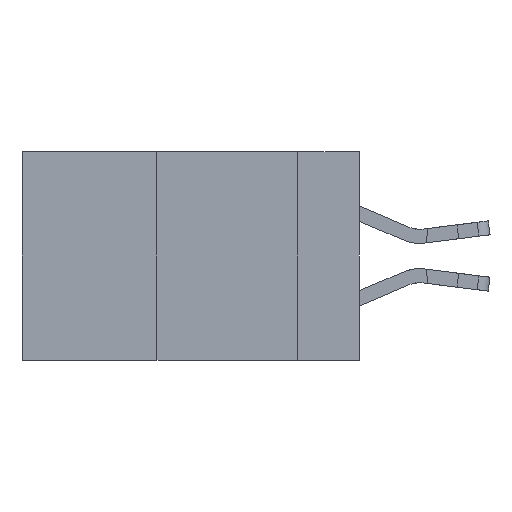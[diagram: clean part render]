
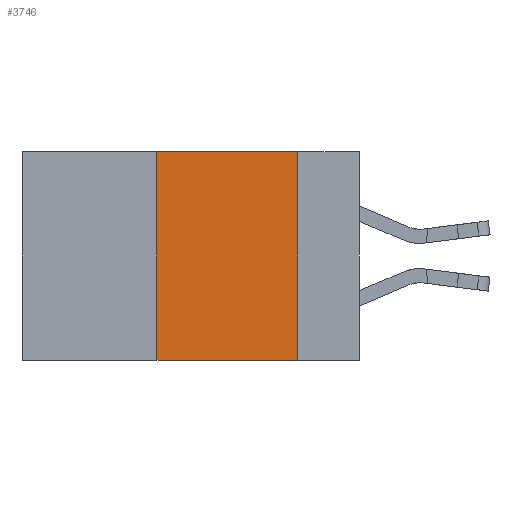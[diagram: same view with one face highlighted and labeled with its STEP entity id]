
A CAD part, left-side view. The second image highlights one B-rep face of the part: STEP entity #3746.
In plain terms, the highlighted planar face has unit normal (-1, 0, 0).
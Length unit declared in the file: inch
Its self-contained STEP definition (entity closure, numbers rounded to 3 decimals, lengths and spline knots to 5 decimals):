
#294 = DIRECTION ( 'NONE',  ( 0., 0., -1. ) ) ;
#881 = DIRECTION ( 'NONE',  ( 0., -1., 0. ) ) ;
#1162 = PLANE ( 'NONE',  #25954 ) ;
#2978 = ORIENTED_EDGE ( 'NONE', *, *, #16436, .F. ) ;
#3114 = VERTEX_POINT ( 'NONE', #26391 ) ;
#3364 = DIRECTION ( 'NONE',  ( 0., 0., -1. ) ) ;
#3746 = ADVANCED_FACE ( 'NONE', ( #16242 ), #1162, .F. ) ;
#4288 = LINE ( 'NONE', #8304, #19088 ) ;
#4876 = DIRECTION ( 'NONE',  ( 0., 0., 1. ) ) ;
#6748 = DIRECTION ( 'NONE',  ( 0., -1., 0. ) ) ;
#7092 = VERTEX_POINT ( 'NONE', #16520 ) ;
#7487 = EDGE_CURVE ( 'NONE', #16572, #3114, #11364, .T. ) ;
#8304 = CARTESIAN_POINT ( 'NONE',  ( 0., 0.11, 0. ) ) ;
#11364 = LINE ( 'NONE', #17626, #18547 ) ;
#12421 = EDGE_CURVE ( 'NONE', #16572, #20614, #22226, .T. ) ;
#15379 = CARTESIAN_POINT ( 'NONE',  ( 0., 0.36, -0.37 ) ) ;
#16242 = FACE_OUTER_BOUND ( 'NONE', #20955, .T. ) ;
#16436 = EDGE_CURVE ( 'NONE', #7092, #3114, #4288, .T. ) ;
#16520 = CARTESIAN_POINT ( 'NONE',  ( 0., 0.11, 0. ) ) ;
#16572 = VERTEX_POINT ( 'NONE', #15379 ) ;
#17297 = CARTESIAN_POINT ( 'NONE',  ( 0., 0.6, 0. ) ) ;
#17389 = ORIENTED_EDGE ( 'NONE', *, *, #7487, .T. ) ;
#17626 = CARTESIAN_POINT ( 'NONE',  ( 0., 0.6, -0.37 ) ) ;
#18547 = VECTOR ( 'NONE', #881, 39.37008 ) ;
#19051 = CARTESIAN_POINT ( 'NONE',  ( 0., 0.36, 0. ) ) ;
#19088 = VECTOR ( 'NONE', #294, 39.37008 ) ;
#19775 = VECTOR ( 'NONE', #4876, 39.37008 ) ;
#20022 = CARTESIAN_POINT ( 'NONE',  ( 0., 0.36, 0. ) ) ;
#20614 = VERTEX_POINT ( 'NONE', #19051 ) ;
#20693 = CARTESIAN_POINT ( 'NONE',  ( 0., 0.6, 0. ) ) ;
#20955 = EDGE_LOOP ( 'NONE', ( #2978, #21778, #26312, #17389 ) ) ;
#21466 = LINE ( 'NONE', #17297, #24034 ) ;
#21738 = EDGE_CURVE ( 'NONE', #20614, #7092, #21466, .T. ) ;
#21778 = ORIENTED_EDGE ( 'NONE', *, *, #21738, .F. ) ;
#22226 = LINE ( 'NONE', #20022, #19775 ) ;
#24034 = VECTOR ( 'NONE', #6748, 39.37008 ) ;
#24703 = DIRECTION ( 'NONE',  ( 1., 0., 0. ) ) ;
#25954 = AXIS2_PLACEMENT_3D ( 'NONE', #20693, #24703, #3364 ) ;
#26312 = ORIENTED_EDGE ( 'NONE', *, *, #12421, .F. ) ;
#26391 = CARTESIAN_POINT ( 'NONE',  ( 0., 0.11, -0.37 ) ) ;
